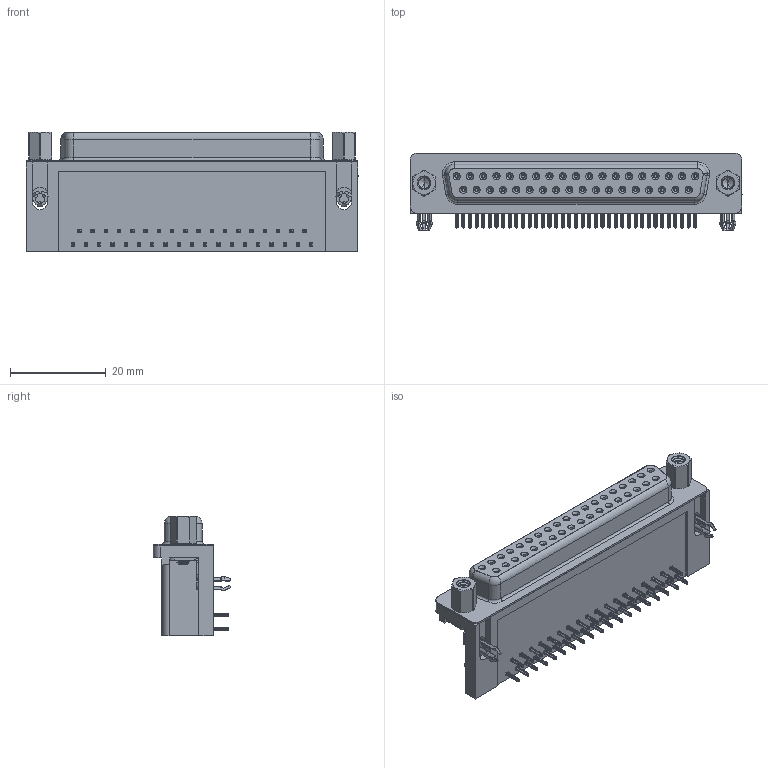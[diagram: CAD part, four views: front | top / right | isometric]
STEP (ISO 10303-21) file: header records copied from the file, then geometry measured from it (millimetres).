
FILE_DESCRIPTION (( 'STEP AP203' ), '1' );
FILE_NAME ('626-037-262-042.STEP', '2018-11-07T04:49:54', ( '' ), ( '' ), 'SwSTEP 2.0', 'SolidWorks 2016', '' );
FILE_SCHEMA (( 'CONFIG_CONTROL_DESIGN' ));
Length unit declared in the file: millimetre
Products named in the file (7): 626 Housing_37 Socket; 626 Shell_37 Socket; 626 Contact Bottom; 626 Contact Top; 626 3 Prong Board Lock; 626 4-40 Hex Standoff 5; 626-037-262-042
Assembly tree (43 placements, depth 2):
  626-037-262-042
    626 Housing_37 Socket
    626 Shell_37 Socket
    626 Contact Bottom  x18
    626 Contact Top  x19
    626 3 Prong Board Lock  x2
    626 4-40 Hex Standoff 5  x2
Bounding box: 69.4 x 16.25 x 24.96 mm (x, y, z)
Volume: 14850.3 mm3; surface area: 15559.8 mm2
Topology: 43 solids, 43 shells, 5702 faces, 15028 edges, 9434 vertices
Faces by surface type: plane 2546, cylinder 1338, bspline 1272, cone 500, torus 46
Entity records: 39685 total; most frequent: CARTESIAN_POINT 12138, ORIENTED_EDGE 5460, DIRECTION 5099, EDGE_CURVE 2730, VECTOR 1795, LINE 1795, VERTEX_POINT 1753, AXIS2_PLACEMENT_3D 1652
